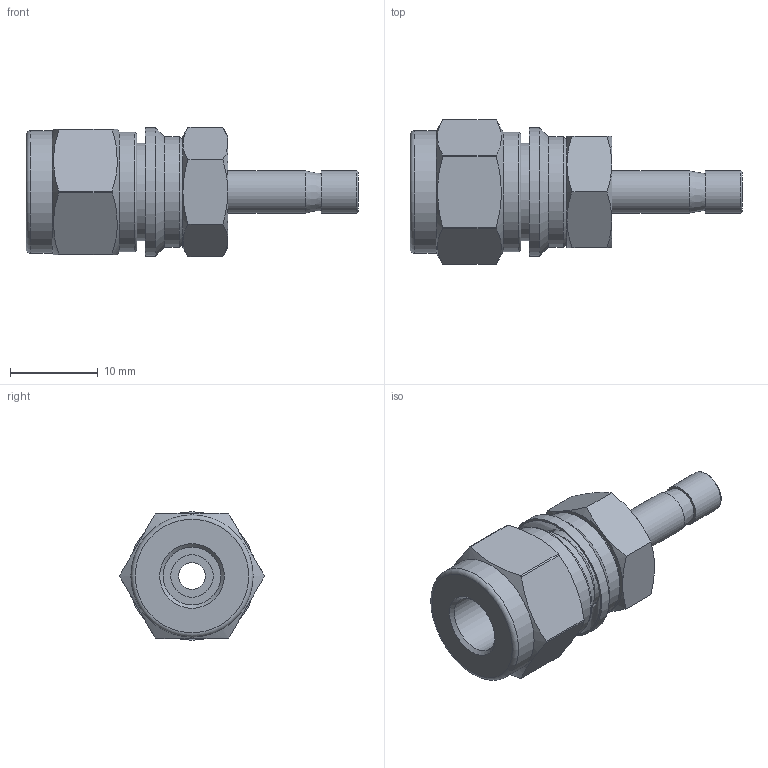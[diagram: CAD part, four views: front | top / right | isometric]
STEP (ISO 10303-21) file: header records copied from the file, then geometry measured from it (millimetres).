
FILE_DESCRIPTION(/* description */ (''),/* implementation_level */ '2;1');
FILE_NAME(/* name */ 'SRI-4-3.stp',/* time_stamp */ '2022-06-13T13:16:27+09:00',/* author */ ('user'),/* organization */ (''),/* preprocessor_version */ 'ST-DEVELOPER v18.1',/* originating_system */ 'Autodesk Inventor 2022',/* authorisation */ '');
FILE_SCHEMA (('AUTOMOTIVE_DESIGN { 1 0 10303 214 3 1 1 }'));
Length unit declared in the file: millimetre
Products named in the file (1): SR-4-3
Bounding box: 37.74 x 16.4 x 14.66 mm (x, y, z)
Volume: 2935.3 mm3; surface area: 2539.5 mm2
Topology: 1 solids, 1 shells, 64 faces, 139 edges, 85 vertices
Faces by surface type: plane 22, cone 21, cylinder 18, torus 3
Full cylindrical faces by diameter (mm): 3.04 x1, 4.8 x2, 4.826 x1, 6.55 x1, 9.4 x1, 10.1 x1, 11.112 x1, 12.6 x1, 13.6 x1, 13.9 x1, 14.6 x1
Entity records: 1752 total; most frequent: CARTESIAN_POINT 361, DIRECTION 297, ORIENTED_EDGE 278, EDGE_CURVE 139, AXIS2_PLACEMENT_3D 129, VERTEX_POINT 85, EDGE_LOOP 74, CIRCLE 64
